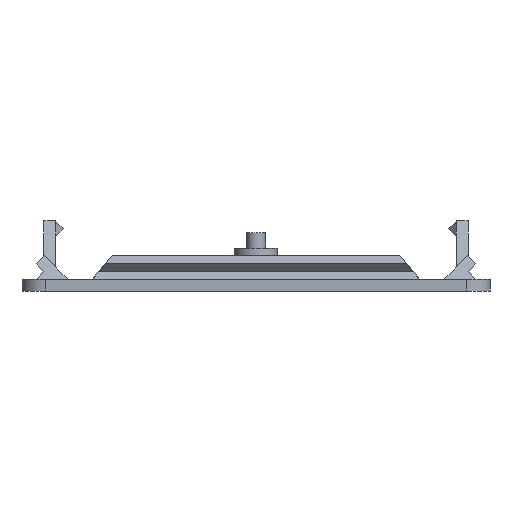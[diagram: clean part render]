
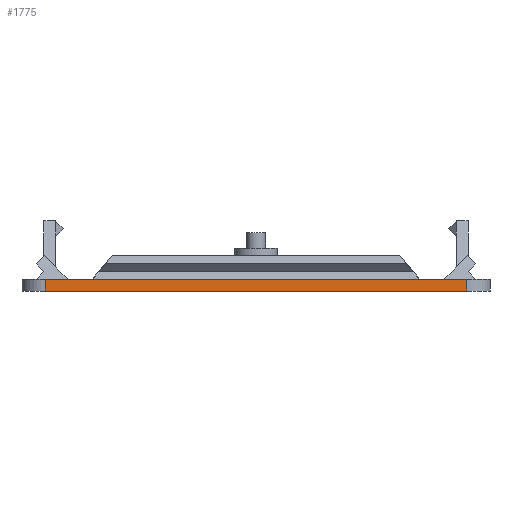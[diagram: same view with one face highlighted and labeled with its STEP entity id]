
A CAD part, left-side view. The second image highlights one B-rep face of the part: STEP entity #1775.
In plain terms, the highlighted planar face has unit normal (-1, 0, 0).
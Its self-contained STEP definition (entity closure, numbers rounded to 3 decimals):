
#193=FACE_OUTER_BOUND('',#297,.T.);
#297=EDGE_LOOP('',(#1526,#1527,#1528,#1529));
#505=LINE('',#2887,#705);
#510=LINE('',#2904,#710);
#511=LINE('',#2907,#711);
#512=LINE('',#2908,#712);
#705=VECTOR('',#2381,10.);
#710=VECTOR('',#2400,10.);
#711=VECTOR('',#2403,10.);
#712=VECTOR('',#2404,10.);
#866=VERTEX_POINT('',#2884);
#867=VERTEX_POINT('',#2886);
#872=VERTEX_POINT('',#2902);
#873=VERTEX_POINT('',#2906);
#1104=EDGE_CURVE('',#866,#867,#505,.T.);
#1113=EDGE_CURVE('',#867,#872,#510,.T.);
#1114=EDGE_CURVE('',#873,#866,#511,.T.);
#1115=EDGE_CURVE('',#872,#873,#512,.T.);
#1526=ORIENTED_EDGE('',*,*,#1113,.F.);
#1527=ORIENTED_EDGE('',*,*,#1104,.F.);
#1528=ORIENTED_EDGE('',*,*,#1114,.F.);
#1529=ORIENTED_EDGE('',*,*,#1115,.F.);
#1680=PLANE('',#1928);
#1775=ADVANCED_FACE('',(#193),#1680,.T.);
#1928=AXIS2_PLACEMENT_3D('',#2905,#2401,#2402);
#2381=DIRECTION('',(0.,1.,0.));
#2400=DIRECTION('',(0.,0.,1.));
#2401=DIRECTION('center_axis',(-1.,0.,0.));
#2402=DIRECTION('ref_axis',(0.,-1.,0.));
#2403=DIRECTION('',(0.,0.,-1.));
#2404=DIRECTION('',(0.,-1.,0.));
#2884=CARTESIAN_POINT('',(-45.,-27.,0.));
#2886=CARTESIAN_POINT('',(-45.,27.,0.));
#2887=CARTESIAN_POINT('',(-45.,-30.,0.));
#2902=CARTESIAN_POINT('',(-45.,27.,1.5));
#2904=CARTESIAN_POINT('',(-45.,27.,0.));
#2905=CARTESIAN_POINT('Origin',(-45.,30.,0.));
#2906=CARTESIAN_POINT('',(-45.,-27.,1.5));
#2907=CARTESIAN_POINT('',(-45.,-27.,0.));
#2908=CARTESIAN_POINT('',(-45.,-30.,1.5));
